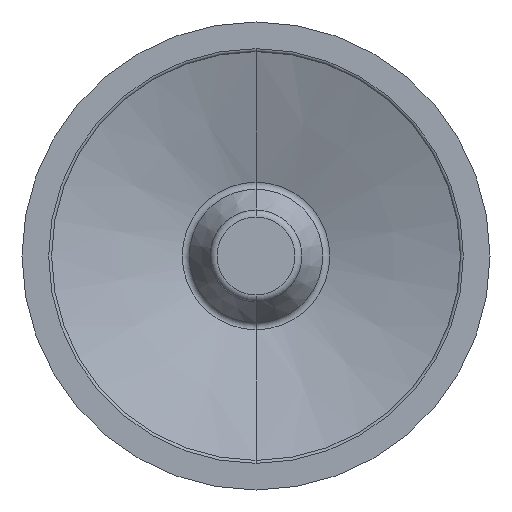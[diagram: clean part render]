
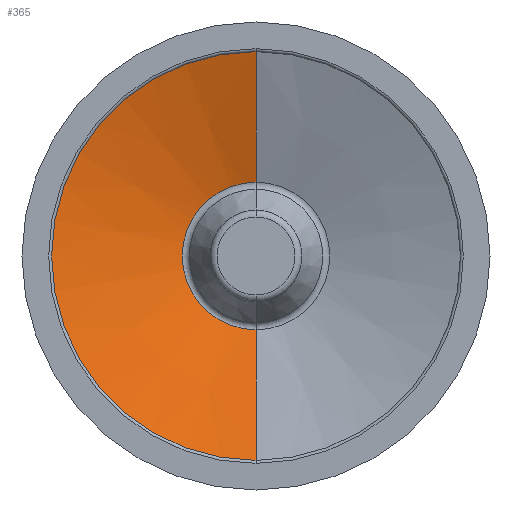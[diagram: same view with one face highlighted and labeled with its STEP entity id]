
A CAD part, front view. The second image highlights one B-rep face of the part: STEP entity #365.
In plain terms, the highlighted conical face has half-angle 72 degrees and reference radius 34.931 mm.
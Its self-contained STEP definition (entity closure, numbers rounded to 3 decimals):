
#57 = LINE ( 'NONE', #774, #1299 ) ;
#58 = LINE ( 'NONE', #769, #1326 ) ;
#235 = CARTESIAN_POINT ( 'NONE',  ( 39.994, 5.063, -34.931 ) ) ;
#236 = CARTESIAN_POINT ( 'NONE',  ( 39.994, 5.063, 34.931 ) ) ;
#237 = CARTESIAN_POINT ( 'NONE',  ( 39.994, 12.316, 12.607 ) ) ;
#238 = CARTESIAN_POINT ( 'NONE',  ( 39.994, 12.316, -12.607 ) ) ;
#365 = ADVANCED_FACE ( 'NONE', ( #1825 ), #1356, .F. ) ;
#438 = EDGE_CURVE ( 'NONE', #1596, #1593, #57, .T. ) ;
#439 = EDGE_CURVE ( 'NONE', #1593, #1594, #1293, .T. ) ;
#440 = EDGE_CURVE ( 'NONE', #1595, #1594, #58, .T. ) ;
#443 = EDGE_CURVE ( 'NONE', #1596, #1595, #1391, .T. ) ;
#759 = DIRECTION ( 'NONE',  ( 0., 0., 1. ) ) ;
#760 = DIRECTION ( 'NONE',  ( 0., 1., 0. ) ) ;
#761 = CARTESIAN_POINT ( 'NONE',  ( 39.994, 12.316, 0. ) ) ;
#768 = DIRECTION ( 'NONE',  ( 0., -0.309, 0.951 ) ) ;
#769 = CARTESIAN_POINT ( 'NONE',  ( 39.994, 5.063, 34.931 ) ) ;
#770 = DIRECTION ( 'NONE',  ( 0., 0., 1. ) ) ;
#771 = DIRECTION ( 'NONE',  ( 0., 1., 0. ) ) ;
#772 = CARTESIAN_POINT ( 'NONE',  ( 39.994, 5.063, 0. ) ) ;
#773 = DIRECTION ( 'NONE',  ( 0., -0.309, -0.951 ) ) ;
#774 = CARTESIAN_POINT ( 'NONE',  ( 39.994, 5.063, -34.931 ) ) ;
#1013 = DIRECTION ( 'NONE',  ( 0., 0., -1. ) ) ;
#1014 = DIRECTION ( 'NONE',  ( 0., -1., 0. ) ) ;
#1015 = CARTESIAN_POINT ( 'NONE',  ( 39.994, 5.063, 0. ) ) ;
#1272 = AXIS2_PLACEMENT_3D ( 'NONE', #772, #771, #770 ) ;
#1293 = CIRCLE ( 'NONE', #1272, 34.931 ) ;
#1299 = VECTOR ( 'NONE', #773, 1000. ) ;
#1314 = AXIS2_PLACEMENT_3D ( 'NONE', #761, #760, #759 ) ;
#1326 = VECTOR ( 'NONE', #768, 1000. ) ;
#1356 = CONICAL_SURFACE ( 'NONE', #1357, 34.931, 1.257 ) ;
#1357 = AXIS2_PLACEMENT_3D ( 'NONE', #1015, #1014, #1013 ) ;
#1391 = CIRCLE ( 'NONE', #1314, 12.607 ) ;
#1471 = ORIENTED_EDGE ( 'NONE', *, *, #438, .F. ) ;
#1472 = ORIENTED_EDGE ( 'NONE', *, *, #440, .T. ) ;
#1473 = ORIENTED_EDGE ( 'NONE', *, *, #439, .F. ) ;
#1474 = ORIENTED_EDGE ( 'NONE', *, *, #443, .T. ) ;
#1593 = VERTEX_POINT ( 'NONE', #235 ) ;
#1594 = VERTEX_POINT ( 'NONE', #236 ) ;
#1595 = VERTEX_POINT ( 'NONE', #237 ) ;
#1596 = VERTEX_POINT ( 'NONE', #238 ) ;
#1646 = EDGE_LOOP ( 'NONE', ( #1474, #1472, #1473, #1471 ) ) ;
#1825 = FACE_OUTER_BOUND ( 'NONE', #1646, .T. ) ;
